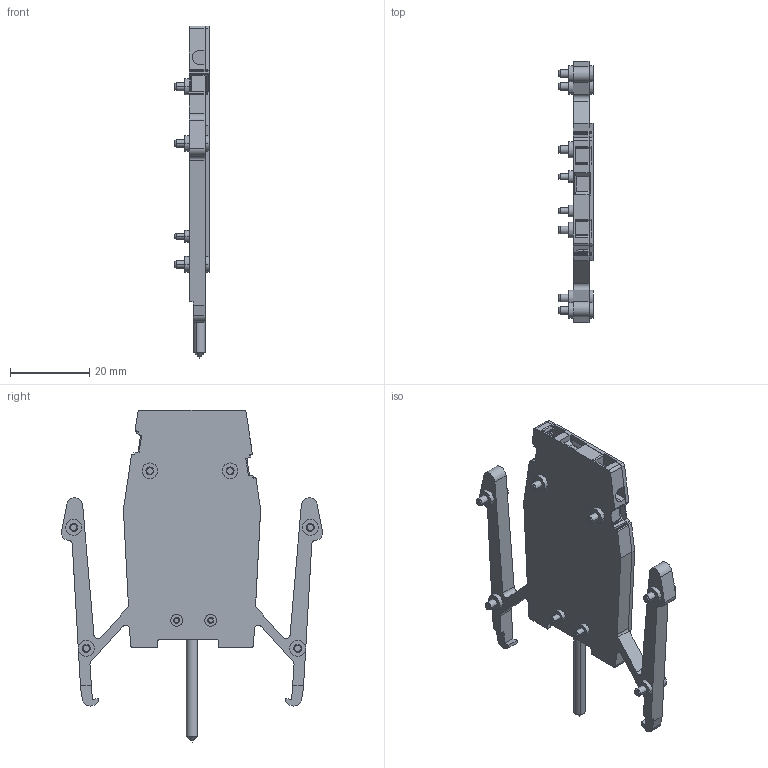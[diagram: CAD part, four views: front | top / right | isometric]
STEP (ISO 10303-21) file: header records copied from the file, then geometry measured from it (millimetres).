
FILE_DESCRIPTION(('CATIA V5R22 STEP214','CAx-IF Rec.Pracs.--- Model Styling and Organization---1.4--- 2014-01-23'),'2;1');
FILE_NAME ('D1453919_0', '2020-05-28T06:05:25+00:00', ('Weidmueller Interface'), ('Weidmueller'), 'CATIA Version 5-6 Release 2016 SP3 HF44', 'CATIA V5 STEP AP214', 'none');
FILE_SCHEMA(('AUTOMOTIVE_DESIGN { 1 0 10303 214 1 1 1 1 }'));
Length unit declared in the file: millimetre
Products named in the file (1): 1632360000_WTA_3_ZA_WDU4_AllCATPart
Bounding box: 8.6 x 66.1 x 83.95 mm (x, y, z)
Volume: 10900.1 mm3; surface area: 11657.7 mm2
Topology: 3 solids, 8 shells, 455 faces, 1197 edges, 791 vertices
Faces by surface type: plane 248, cylinder 189, cone 18
Entity records: 13333 total; most frequent: CARTESIAN_POINT 2538, ORIENTED_EDGE 2390, DIRECTION 1856, EDGE_CURVE 1195, VERTEX_POINT 791, VECTOR 790, LINE 790, AXIS2_PLACEMENT_3D 722
